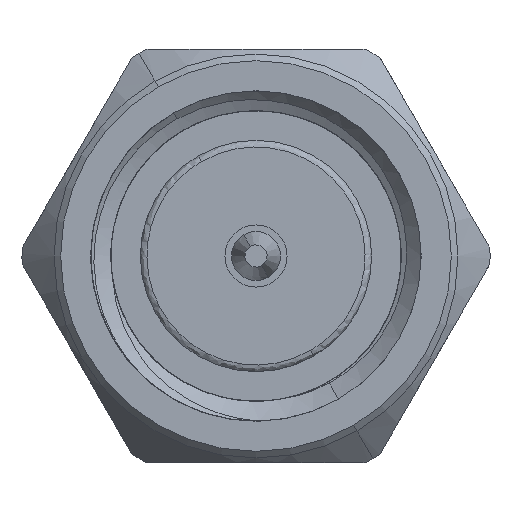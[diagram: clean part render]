
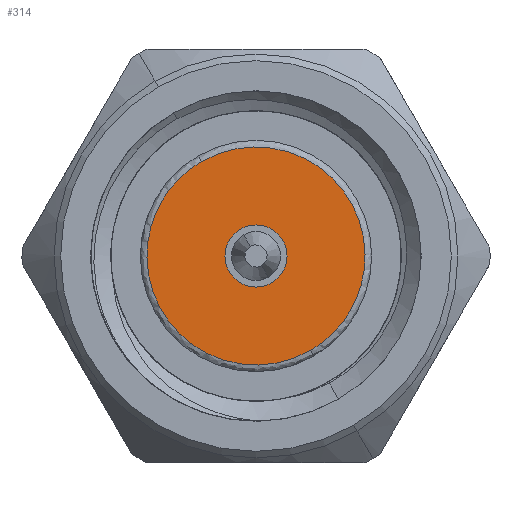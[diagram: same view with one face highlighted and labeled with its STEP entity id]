
A CAD part, left-side view. The second image highlights one B-rep face of the part: STEP entity #314.
In plain terms, the highlighted planar face has unit normal (-1, 0, 0).
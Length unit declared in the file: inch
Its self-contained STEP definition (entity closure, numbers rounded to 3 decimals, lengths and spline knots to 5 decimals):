
#201 = DIRECTION ( 'NONE',  ( 0., 0.5, -0.866 ) ) ;
#314 = ADVANCED_FACE ( 'NONE', ( #4306, #2591 ), #1037, .F. ) ;
#345 =( BOUNDED_CURVE ( )  B_SPLINE_CURVE ( 3, ( #2343, #1720, #1155, #5707 ),
 .UNSPECIFIED., .F., .T. ) 
 B_SPLINE_CURVE_WITH_KNOTS ( ( 4, 4 ),
 ( 0., 1. ),
 .UNSPECIFIED. ) 
 CURVE ( )  GEOMETRIC_REPRESENTATION_ITEM ( )  RATIONAL_B_SPLINE_CURVE ( ( 1., 0.333, 0.333, 1. ) ) 
 REPRESENTATION_ITEM ( '' )  );
#689 = CARTESIAN_POINT ( 'NONE',  ( 0.107, 0., 0. ) ) ;
#840 = ORIENTED_EDGE ( 'NONE', *, *, #5150, .F. ) ;
#930 = CARTESIAN_POINT ( 'NONE',  ( 0.107, 0., 0. ) ) ;
#1030 = CARTESIAN_POINT ( 'NONE',  ( 0.107, 0.10164, 0.15395 ) ) ;
#1037 = PLANE ( 'NONE',  #5628 ) ;
#1155 = CARTESIAN_POINT ( 'NONE',  ( 0.107, -0.10164, -0.15395 ) ) ;
#1258 = VERTEX_POINT ( 'NONE', #6968 ) ;
#1483 = EDGE_CURVE ( 'NONE', #2741, #3447, #7313, .T. ) ;
#1488 = DIRECTION ( 'NONE',  ( 1., 0., 0. ) ) ;
#1720 = CARTESIAN_POINT ( 'NONE',  ( 0.107, -0.18414, -0.01105 ) ) ;
#1833 = AXIS2_PLACEMENT_3D ( 'NONE', #7026, #2936, #6993 ) ;
#2343 = CARTESIAN_POINT ( 'NONE',  ( 0.107, -0.04125, 0.07145 ) ) ;
#2591 = FACE_OUTER_BOUND ( 'NONE', #4211, .T. ) ;
#2683 = CARTESIAN_POINT ( 'NONE',  ( 0.107, -0.01175, 0.02035 ) ) ;
#2741 = VERTEX_POINT ( 'NONE', #2683 ) ;
#2916 = VERTEX_POINT ( 'NONE', #6877 ) ;
#2936 = DIRECTION ( 'NONE',  ( -1., 0., 0. ) ) ;
#3111 = EDGE_LOOP ( 'NONE', ( #3335, #6208 ) ) ;
#3335 = ORIENTED_EDGE ( 'NONE', *, *, #6882, .F. ) ;
#3447 = VERTEX_POINT ( 'NONE', #4707 ) ;
#3598 = ORIENTED_EDGE ( 'NONE', *, *, #4229, .F. ) ;
#3634 =( BOUNDED_CURVE ( )  B_SPLINE_CURVE ( 3, ( #6927, #6554, #1030, #3703 ),
 .UNSPECIFIED., .F., .F. ) 
 B_SPLINE_CURVE_WITH_KNOTS ( ( 4, 4 ),
 ( 0., 1. ),
 .UNSPECIFIED. ) 
 CURVE ( )  GEOMETRIC_REPRESENTATION_ITEM ( )  RATIONAL_B_SPLINE_CURVE ( ( 1., 0.333, 0.333, 1. ) ) 
 REPRESENTATION_ITEM ( '' )  );
#3703 = CARTESIAN_POINT ( 'NONE',  ( 0.107, -0.04125, 0.07145 ) ) ;
#3969 = AXIS2_PLACEMENT_3D ( 'NONE', #689, #5837, #201 ) ;
#4211 = EDGE_LOOP ( 'NONE', ( #3598, #840 ) ) ;
#4229 = EDGE_CURVE ( 'NONE', #2916, #1258, #3634, .T. ) ;
#4306 = FACE_BOUND ( 'NONE', #3111, .T. ) ;
#4707 = CARTESIAN_POINT ( 'NONE',  ( 0.107, 0.01175, -0.02035 ) ) ;
#5150 = EDGE_CURVE ( 'NONE', #1258, #2916, #345, .T. ) ;
#5628 = AXIS2_PLACEMENT_3D ( 'NONE', #930, #1488, #6633 ) ;
#5707 = CARTESIAN_POINT ( 'NONE',  ( 0.107, 0.04125, -0.07145 ) ) ;
#5837 = DIRECTION ( 'NONE',  ( -1., 0., 0. ) ) ;
#6009 = CIRCLE ( 'NONE', #3969, 0.0235 ) ;
#6208 = ORIENTED_EDGE ( 'NONE', *, *, #1483, .F. ) ;
#6554 = CARTESIAN_POINT ( 'NONE',  ( 0.107, 0.18414, 0.01105 ) ) ;
#6633 = DIRECTION ( 'NONE',  ( 0., 1., 0. ) ) ;
#6877 = CARTESIAN_POINT ( 'NONE',  ( 0.107, 0.04125, -0.07145 ) ) ;
#6882 = EDGE_CURVE ( 'NONE', #3447, #2741, #6009, .T. ) ;
#6927 = CARTESIAN_POINT ( 'NONE',  ( 0.107, 0.04125, -0.07145 ) ) ;
#6968 = CARTESIAN_POINT ( 'NONE',  ( 0.107, -0.04125, 0.07145 ) ) ;
#6993 = DIRECTION ( 'NONE',  ( 0., 0.5, -0.866 ) ) ;
#7026 = CARTESIAN_POINT ( 'NONE',  ( 0.107, 0., 0. ) ) ;
#7313 = CIRCLE ( 'NONE', #1833, 0.0235 ) ;
